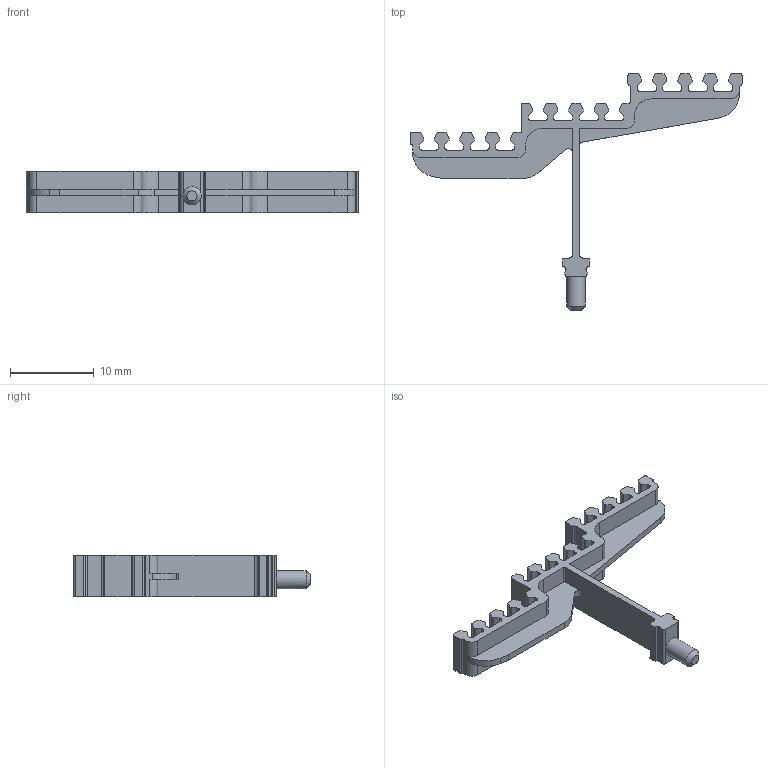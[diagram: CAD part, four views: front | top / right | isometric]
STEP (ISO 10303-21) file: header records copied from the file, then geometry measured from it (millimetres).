
FILE_DESCRIPTION(/* description */ (''),/* implementation_level */ '2;1');
FILE_NAME(/* name */ '3813_ZBA3_iso.stp',/* time_stamp */ '2011-08-05T11:51:47+02:00',/* author */ (''),/* organization */ (''),/* preprocessor_version */ 'ST-DEVELOPER v11',/* originating_system */ 'SIEMENS UGS NX 6.0',/* authorisation */ '');
FILE_SCHEMA (('CONFIG_CONTROL_DESIGN'));
Length unit declared in the file: millimetre
Products named in the file (1): 3813_ZBA3_iso
Bounding box: 39.6 x 28.2 x 5 mm (x, y, z)
Volume: 571.3 mm3; surface area: 1369.9 mm2
Topology: 1 solids, 1 shells, 238 faces, 707 edges, 471 vertices
Faces by surface type: plane 167, cylinder 70, cone 1
Full cylindrical faces by diameter (mm): 2.2 x1
Entity records: 8026 total; most frequent: CARTESIAN_POINT 1431, ORIENTED_EDGE 1408, DIRECTION 1322, EDGE_CURVE 704, LINE 560, VECTOR 560, VERTEX_POINT 470, AXIS2_PLACEMENT_3D 381
